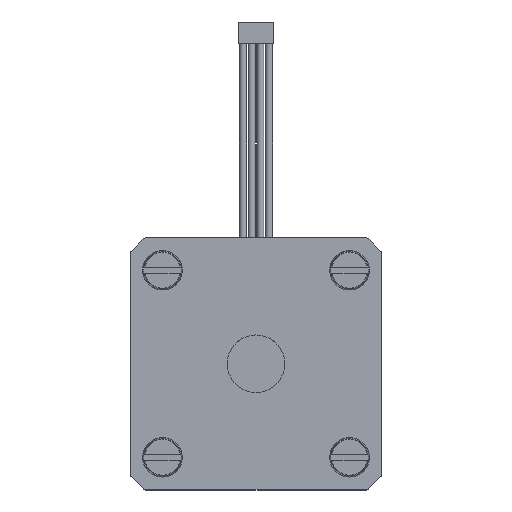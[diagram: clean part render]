
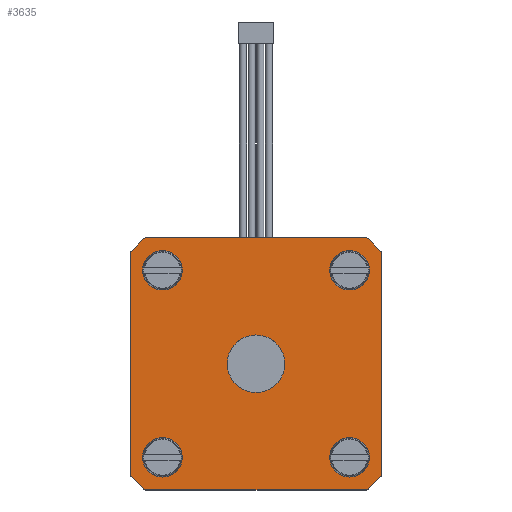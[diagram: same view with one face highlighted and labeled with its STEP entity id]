
A CAD part, top view. The second image highlights one B-rep face of the part: STEP entity #3635.
In plain terms, the highlighted planar face has unit normal (0, 0, 1).
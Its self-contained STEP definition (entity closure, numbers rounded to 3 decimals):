
#172=LINE('',#5817,#442);
#173=LINE('',#5821,#443);
#174=LINE('',#5825,#444);
#175=LINE('',#5829,#445);
#176=LINE('',#5833,#446);
#177=LINE('',#5837,#447);
#178=LINE('',#5841,#448);
#179=LINE('',#5845,#449);
#442=VECTOR('',#4694,30.586);
#443=VECTOR('',#4697,2.414);
#444=VECTOR('',#4700,30.586);
#445=VECTOR('',#4703,2.414);
#446=VECTOR('',#4706,30.586);
#447=VECTOR('',#4709,2.414);
#448=VECTOR('',#4712,30.586);
#449=VECTOR('',#4715,2.414);
#659=PLANE('',#3965);
#780=FACE_BOUND('',#1172,.T.);
#781=FACE_BOUND('',#1173,.T.);
#782=FACE_BOUND('',#1174,.T.);
#783=FACE_BOUND('',#1175,.T.);
#784=FACE_BOUND('',#1176,.T.);
#915=FACE_OUTER_BOUND('',#1171,.T.);
#1171=EDGE_LOOP('',(#2720,#2721,#2722,#2723,#2724,#2725,#2726,#2727,#2728,
#2729,#2730,#2731,#2732,#2733,#2734,#2735));
#1172=EDGE_LOOP('',(#2736));
#1173=EDGE_LOOP('',(#2737));
#1174=EDGE_LOOP('',(#2738));
#1175=EDGE_LOOP('',(#2739));
#1176=EDGE_LOOP('',(#2740));
#1411=CIRCLE('',#3905,4.);
#1413=CIRCLE('',#3908,2.75);
#1415=CIRCLE('',#3911,2.75);
#1417=CIRCLE('',#3914,2.75);
#1419=CIRCLE('',#3917,2.75);
#1446=CIRCLE('',#3966,0.5);
#1447=CIRCLE('',#3967,0.5);
#1448=CIRCLE('',#3968,0.5);
#1449=CIRCLE('',#3969,0.5);
#1450=CIRCLE('',#3970,0.5);
#1451=CIRCLE('',#3971,0.5);
#1452=CIRCLE('',#3972,0.5);
#1453=CIRCLE('',#3973,0.5);
#1625=VERTEX_POINT('',#5603);
#1627=VERTEX_POINT('',#5608);
#1629=VERTEX_POINT('',#5613);
#1631=VERTEX_POINT('',#5618);
#1633=VERTEX_POINT('',#5623);
#1714=VERTEX_POINT('',#5815);
#1715=VERTEX_POINT('',#5816);
#1716=VERTEX_POINT('',#5818);
#1717=VERTEX_POINT('',#5820);
#1718=VERTEX_POINT('',#5822);
#1719=VERTEX_POINT('',#5824);
#1720=VERTEX_POINT('',#5826);
#1721=VERTEX_POINT('',#5828);
#1722=VERTEX_POINT('',#5830);
#1723=VERTEX_POINT('',#5832);
#1724=VERTEX_POINT('',#5834);
#1725=VERTEX_POINT('',#5836);
#1726=VERTEX_POINT('',#5838);
#1727=VERTEX_POINT('',#5840);
#1728=VERTEX_POINT('',#5842);
#1729=VERTEX_POINT('',#5844);
#2003=EDGE_CURVE('',#1625,#1625,#1411,.T.);
#2005=EDGE_CURVE('',#1627,#1627,#1413,.T.);
#2007=EDGE_CURVE('',#1629,#1629,#1415,.T.);
#2009=EDGE_CURVE('',#1631,#1631,#1417,.T.);
#2011=EDGE_CURVE('',#1633,#1633,#1419,.T.);
#2100=EDGE_CURVE('',#1714,#1715,#172,.T.);
#2101=EDGE_CURVE('',#1714,#1716,#1446,.T.);
#2102=EDGE_CURVE('',#1716,#1717,#173,.T.);
#2103=EDGE_CURVE('',#1717,#1718,#1447,.T.);
#2104=EDGE_CURVE('',#1719,#1718,#174,.T.);
#2105=EDGE_CURVE('',#1719,#1720,#1448,.T.);
#2106=EDGE_CURVE('',#1720,#1721,#175,.T.);
#2107=EDGE_CURVE('',#1721,#1722,#1449,.T.);
#2108=EDGE_CURVE('',#1723,#1722,#176,.T.);
#2109=EDGE_CURVE('',#1723,#1724,#1450,.T.);
#2110=EDGE_CURVE('',#1724,#1725,#177,.T.);
#2111=EDGE_CURVE('',#1725,#1726,#1451,.T.);
#2112=EDGE_CURVE('',#1727,#1726,#178,.T.);
#2113=EDGE_CURVE('',#1727,#1728,#1452,.T.);
#2114=EDGE_CURVE('',#1728,#1729,#179,.T.);
#2115=EDGE_CURVE('',#1729,#1715,#1453,.T.);
#2720=ORIENTED_EDGE('',*,*,#2100,.F.);
#2721=ORIENTED_EDGE('',*,*,#2101,.T.);
#2722=ORIENTED_EDGE('',*,*,#2102,.T.);
#2723=ORIENTED_EDGE('',*,*,#2103,.T.);
#2724=ORIENTED_EDGE('',*,*,#2104,.F.);
#2725=ORIENTED_EDGE('',*,*,#2105,.T.);
#2726=ORIENTED_EDGE('',*,*,#2106,.T.);
#2727=ORIENTED_EDGE('',*,*,#2107,.T.);
#2728=ORIENTED_EDGE('',*,*,#2108,.F.);
#2729=ORIENTED_EDGE('',*,*,#2109,.T.);
#2730=ORIENTED_EDGE('',*,*,#2110,.T.);
#2731=ORIENTED_EDGE('',*,*,#2111,.T.);
#2732=ORIENTED_EDGE('',*,*,#2112,.F.);
#2733=ORIENTED_EDGE('',*,*,#2113,.T.);
#2734=ORIENTED_EDGE('',*,*,#2114,.T.);
#2735=ORIENTED_EDGE('',*,*,#2115,.T.);
#2736=ORIENTED_EDGE('',*,*,#2003,.T.);
#2737=ORIENTED_EDGE('',*,*,#2011,.F.);
#2738=ORIENTED_EDGE('',*,*,#2009,.T.);
#2739=ORIENTED_EDGE('',*,*,#2007,.F.);
#2740=ORIENTED_EDGE('',*,*,#2005,.T.);
#3635=ADVANCED_FACE('',(#915,#780,#781,#782,#783,#784),#659,.F.);
#3905=AXIS2_PLACEMENT_3D('',#5604,#4510,#4511);
#3908=AXIS2_PLACEMENT_3D('',#5609,#4516,#4517);
#3911=AXIS2_PLACEMENT_3D('',#5614,#4522,#4523);
#3914=AXIS2_PLACEMENT_3D('',#5619,#4528,#4529);
#3917=AXIS2_PLACEMENT_3D('',#5624,#4534,#4535);
#3965=AXIS2_PLACEMENT_3D('',#5814,#4692,#4693);
#3966=AXIS2_PLACEMENT_3D('',#5819,#4695,#4696);
#3967=AXIS2_PLACEMENT_3D('',#5823,#4698,#4699);
#3968=AXIS2_PLACEMENT_3D('',#5827,#4701,#4702);
#3969=AXIS2_PLACEMENT_3D('',#5831,#4704,#4705);
#3970=AXIS2_PLACEMENT_3D('',#5835,#4707,#4708);
#3971=AXIS2_PLACEMENT_3D('',#5839,#4710,#4711);
#3972=AXIS2_PLACEMENT_3D('',#5843,#4713,#4714);
#3973=AXIS2_PLACEMENT_3D('',#5846,#4716,#4717);
#4510=DIRECTION('center_axis',(0.,0.,-1.));
#4511=DIRECTION('ref_axis',(1.,0.,0.));
#4516=DIRECTION('center_axis',(0.,0.,-1.));
#4517=DIRECTION('ref_axis',(1.,0.,0.));
#4522=DIRECTION('center_axis',(0.,0.,1.));
#4523=DIRECTION('ref_axis',(1.,0.,0.));
#4528=DIRECTION('center_axis',(0.,0.,-1.));
#4529=DIRECTION('ref_axis',(-1.,0.,0.));
#4534=DIRECTION('center_axis',(0.,0.,1.));
#4535=DIRECTION('ref_axis',(-1.,0.,0.));
#4692=DIRECTION('center_axis',(0.,0.,-1.));
#4693=DIRECTION('ref_axis',(1.,0.,0.));
#4694=DIRECTION('',(-1.,0.,0.));
#4695=DIRECTION('center_axis',(0.,0.,1.));
#4696=DIRECTION('ref_axis',(1.,0.,0.));
#4697=DIRECTION('',(0.707,0.707,0.));
#4698=DIRECTION('center_axis',(0.,0.,1.));
#4699=DIRECTION('ref_axis',(1.,0.,0.));
#4700=DIRECTION('',(0.,-1.,0.));
#4701=DIRECTION('center_axis',(0.,0.,1.));
#4702=DIRECTION('ref_axis',(1.,0.,0.));
#4703=DIRECTION('',(-0.707,0.707,0.));
#4704=DIRECTION('center_axis',(0.,0.,1.));
#4705=DIRECTION('ref_axis',(1.,0.,0.));
#4706=DIRECTION('',(1.,0.,0.));
#4707=DIRECTION('center_axis',(0.,0.,1.));
#4708=DIRECTION('ref_axis',(1.,0.,0.));
#4709=DIRECTION('',(-0.707,-0.707,0.));
#4710=DIRECTION('center_axis',(0.,0.,1.));
#4711=DIRECTION('ref_axis',(1.,0.,0.));
#4712=DIRECTION('',(0.,1.,0.));
#4713=DIRECTION('center_axis',(0.,0.,1.));
#4714=DIRECTION('ref_axis',(1.,0.,0.));
#4715=DIRECTION('',(0.707,-0.707,0.));
#4716=DIRECTION('center_axis',(0.,0.,1.));
#4717=DIRECTION('ref_axis',(1.,0.,0.));
#5603=CARTESIAN_POINT('',(-4.,0.,26.));
#5604=CARTESIAN_POINT('Origin',(0.,0.,
26.));
#5608=CARTESIAN_POINT('',(-15.75,-13.,26.));
#5609=CARTESIAN_POINT('Origin',(-13.,-13.,26.));
#5613=CARTESIAN_POINT('',(-15.75,13.,26.));
#5614=CARTESIAN_POINT('Origin',(-13.,13.,26.));
#5618=CARTESIAN_POINT('',(10.25,13.,26.));
#5619=CARTESIAN_POINT('Origin',(13.,13.,26.));
#5623=CARTESIAN_POINT('',(10.25,-13.,26.));
#5624=CARTESIAN_POINT('Origin',(13.,-13.,26.));
#5814=CARTESIAN_POINT('Origin',(-17.5,17.5,26.));
#5815=CARTESIAN_POINT('',(15.293,-17.5,26.));
#5816=CARTESIAN_POINT('',(-15.293,-17.5,26.));
#5817=CARTESIAN_POINT('',(15.293,-17.5,26.));
#5818=CARTESIAN_POINT('',(15.646,-17.354,26.));
#5819=CARTESIAN_POINT('Origin',(15.293,-17.,26.));
#5820=CARTESIAN_POINT('',(17.354,-15.646,26.));
#5821=CARTESIAN_POINT('',(15.646,-17.354,26.));
#5822=CARTESIAN_POINT('',(17.5,-15.293,26.));
#5823=CARTESIAN_POINT('Origin',(17.,-15.293,26.));
#5824=CARTESIAN_POINT('',(17.5,15.293,26.));
#5825=CARTESIAN_POINT('',(17.5,15.293,26.));
#5826=CARTESIAN_POINT('',(17.354,15.646,26.));
#5827=CARTESIAN_POINT('Origin',(17.,15.293,26.));
#5828=CARTESIAN_POINT('',(15.646,17.354,26.));
#5829=CARTESIAN_POINT('',(17.354,15.646,26.));
#5830=CARTESIAN_POINT('',(15.293,17.5,26.));
#5831=CARTESIAN_POINT('Origin',(15.293,17.,26.));
#5832=CARTESIAN_POINT('',(-15.293,17.5,26.));
#5833=CARTESIAN_POINT('',(-15.293,17.5,26.));
#5834=CARTESIAN_POINT('',(-15.646,17.354,26.));
#5835=CARTESIAN_POINT('Origin',(-15.293,17.,26.));
#5836=CARTESIAN_POINT('',(-17.354,15.646,26.));
#5837=CARTESIAN_POINT('',(-15.646,17.354,26.));
#5838=CARTESIAN_POINT('',(-17.5,15.293,26.));
#5839=CARTESIAN_POINT('Origin',(-17.,15.293,26.));
#5840=CARTESIAN_POINT('',(-17.5,-15.293,26.));
#5841=CARTESIAN_POINT('',(-17.5,-15.293,26.));
#5842=CARTESIAN_POINT('',(-17.354,-15.646,26.));
#5843=CARTESIAN_POINT('Origin',(-17.,-15.293,26.));
#5844=CARTESIAN_POINT('',(-15.646,-17.354,26.));
#5845=CARTESIAN_POINT('',(-17.354,-15.646,26.));
#5846=CARTESIAN_POINT('Origin',(-15.293,-17.,26.));
